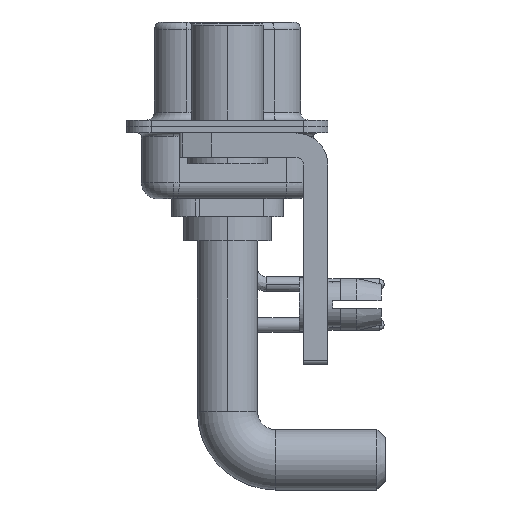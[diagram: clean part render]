
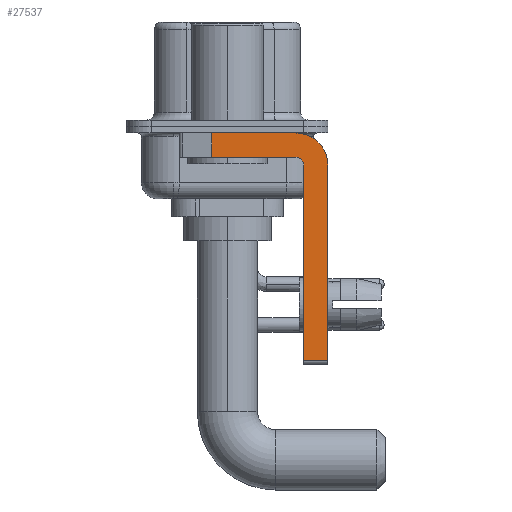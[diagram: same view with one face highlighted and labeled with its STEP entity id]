
A CAD part, left-side view. The second image highlights one B-rep face of the part: STEP entity #27537.
In plain terms, the highlighted planar face has unit normal (-1, 0, 0).
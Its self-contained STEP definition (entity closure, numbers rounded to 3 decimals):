
#347 = DIRECTION ( 'NONE',  ( 0., 0., 1. ) ) ;
#626 = CARTESIAN_POINT ( 'NONE',  ( -2.9, 0.978, -0.4 ) ) ;
#712 = CARTESIAN_POINT ( 'NONE',  ( -2.9, -6.25, -2.4 ) ) ;
#1607 = DIRECTION ( 'NONE',  ( 1., 0., 0. ) ) ;
#1820 = CARTESIAN_POINT ( 'NONE',  ( -2.9, -4.25, -14.55 ) ) ;
#1869 = DIRECTION ( 'NONE',  ( 1., 0., 0. ) ) ;
#1937 = CARTESIAN_POINT ( 'NONE',  ( -2.9, 3., -0.4 ) ) ;
#2665 = ORIENTED_EDGE ( 'NONE', *, *, #3022, .T. ) ;
#2782 = EDGE_CURVE ( 'NONE', #2946, #28047, #26269, .T. ) ;
#2946 = VERTEX_POINT ( 'NONE', #626 ) ;
#3022 = EDGE_CURVE ( 'NONE', #2946, #25952, #28168, .T. ) ;
#3321 = EDGE_CURVE ( 'NONE', #6138, #19563, #8365, .T. ) ;
#3402 = EDGE_CURVE ( 'NONE', #6322, #19563, #23766, .T. ) ;
#3741 = LINE ( 'NONE', #11069, #25176 ) ;
#3821 = DIRECTION ( 'NONE',  ( 0., 0., -1. ) ) ;
#4008 = CARTESIAN_POINT ( 'NONE',  ( -2.9, -4.75, -2.4 ) ) ;
#4159 = CARTESIAN_POINT ( 'NONE',  ( -2.9, -4.25, -2.4 ) ) ;
#4272 = FACE_OUTER_BOUND ( 'NONE', #22464, .T. ) ;
#4376 = DIRECTION ( 'NONE',  ( 0., -1., 0. ) ) ;
#4515 = AXIS2_PLACEMENT_3D ( 'NONE', #14156, #1869, #25884 ) ;
#5083 = CIRCLE ( 'NONE', #15769, 0.5 ) ;
#5151 = ORIENTED_EDGE ( 'NONE', *, *, #15006, .F. ) ;
#5690 = CARTESIAN_POINT ( 'NONE',  ( -2.9, -4.25, -1.9 ) ) ;
#5826 = CARTESIAN_POINT ( 'NONE',  ( -2.9, 0.978, -1.9 ) ) ;
#6138 = VERTEX_POINT ( 'NONE', #14381 ) ;
#6322 = VERTEX_POINT ( 'NONE', #21804 ) ;
#6346 = PLANE ( 'NONE',  #4515 ) ;
#7648 = CARTESIAN_POINT ( 'NONE',  ( -2.9, -4.25, -2.4 ) ) ;
#8083 = ORIENTED_EDGE ( 'NONE', *, *, #18291, .F. ) ;
#8365 = LINE ( 'NONE', #712, #13019 ) ;
#8518 = VERTEX_POINT ( 'NONE', #4008 ) ;
#9672 = VECTOR ( 'NONE', #347, 1000. ) ;
#10092 = ORIENTED_EDGE ( 'NONE', *, *, #22481, .F. ) ;
#10933 = VECTOR ( 'NONE', #3821, 1000. ) ;
#11069 = CARTESIAN_POINT ( 'NONE',  ( -2.9, -4.25, -1.9 ) ) ;
#12215 = ORIENTED_EDGE ( 'NONE', *, *, #3321, .F. ) ;
#12474 = CARTESIAN_POINT ( 'NONE',  ( -2.9, -4.75, -14.8 ) ) ;
#13019 = VECTOR ( 'NONE', #15081, 1000. ) ;
#13039 = CARTESIAN_POINT ( 'NONE',  ( -2.9, -6.25, -14.55 ) ) ;
#13645 = CARTESIAN_POINT ( 'NONE',  ( -2.9, -4.25, -0.4 ) ) ;
#14156 = CARTESIAN_POINT ( 'NONE',  ( -2.9, -4.25, -2.4 ) ) ;
#14381 = CARTESIAN_POINT ( 'NONE',  ( -2.9, -6.25, -2.4 ) ) ;
#14987 = DIRECTION ( 'NONE',  ( 0., 0., 1. ) ) ;
#15006 = EDGE_CURVE ( 'NONE', #23475, #25952, #3741, .T. ) ;
#15081 = DIRECTION ( 'NONE',  ( 0., 0., -1. ) ) ;
#15769 = AXIS2_PLACEMENT_3D ( 'NONE', #7648, #27042, #14987 ) ;
#16104 = CARTESIAN_POINT ( 'NONE',  ( -2.9, 0.978, -1.9 ) ) ;
#16586 = VECTOR ( 'NONE', #4376, 1000. ) ;
#18291 = EDGE_CURVE ( 'NONE', #8518, #23475, #5083, .T. ) ;
#18821 = DIRECTION ( 'NONE',  ( 0., -1., 0. ) ) ;
#19427 = DIRECTION ( 'NONE',  ( 0., 1., 0. ) ) ;
#19563 = VERTEX_POINT ( 'NONE', #13039 ) ;
#19577 = VECTOR ( 'NONE', #18821, 1000. ) ;
#19615 = LINE ( 'NONE', #12474, #9672 ) ;
#21804 = CARTESIAN_POINT ( 'NONE',  ( -2.9, -4.75, -14.55 ) ) ;
#22007 = AXIS2_PLACEMENT_3D ( 'NONE', #4159, #1607, #25772 ) ;
#22464 = EDGE_LOOP ( 'NONE', ( #27569, #2665, #5151, #8083, #31080, #23743, #12215, #10092 ) ) ;
#22481 = EDGE_CURVE ( 'NONE', #28047, #6138, #22505, .T. ) ;
#22505 = CIRCLE ( 'NONE', #22007, 2. ) ;
#23475 = VERTEX_POINT ( 'NONE', #5690 ) ;
#23743 = ORIENTED_EDGE ( 'NONE', *, *, #3402, .T. ) ;
#23766 = LINE ( 'NONE', #1820, #16586 ) ;
#25176 = VECTOR ( 'NONE', #19427, 1000. ) ;
#25772 = DIRECTION ( 'NONE',  ( 0., 0., -1. ) ) ;
#25884 = DIRECTION ( 'NONE',  ( 0., 0., -1. ) ) ;
#25952 = VERTEX_POINT ( 'NONE', #5826 ) ;
#26269 = LINE ( 'NONE', #1937, #19577 ) ;
#27042 = DIRECTION ( 'NONE',  ( -1., 0., 0. ) ) ;
#27537 = ADVANCED_FACE ( 'NONE', ( #4272 ), #6346, .F. ) ;
#27569 = ORIENTED_EDGE ( 'NONE', *, *, #2782, .F. ) ;
#28047 = VERTEX_POINT ( 'NONE', #13645 ) ;
#28168 = LINE ( 'NONE', #16104, #10933 ) ;
#28868 = EDGE_CURVE ( 'NONE', #6322, #8518, #19615, .T. ) ;
#31080 = ORIENTED_EDGE ( 'NONE', *, *, #28868, .F. ) ;
